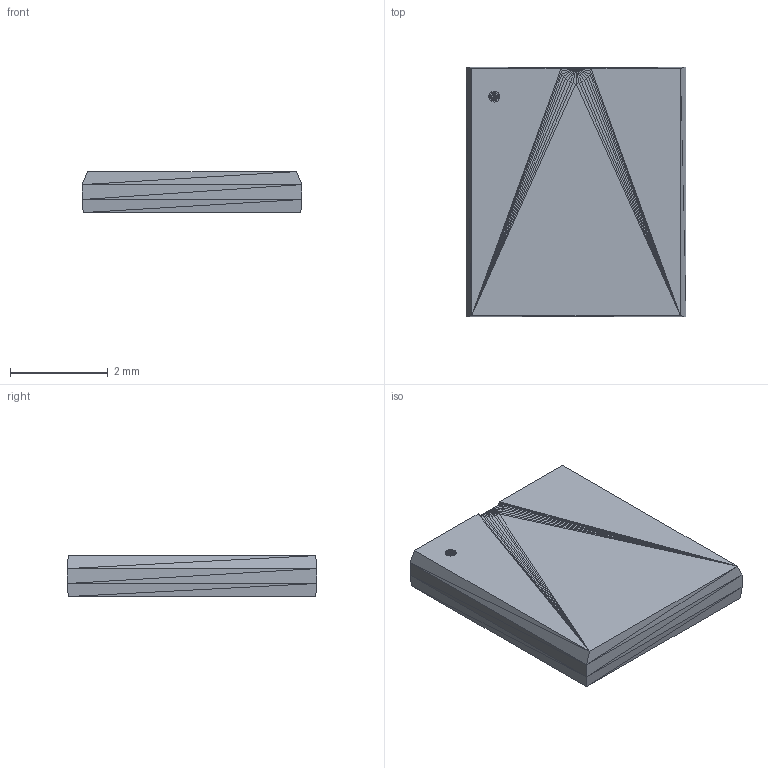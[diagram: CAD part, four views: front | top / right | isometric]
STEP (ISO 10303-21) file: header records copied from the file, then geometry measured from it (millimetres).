
FILE_DESCRIPTION(('STEP AP214'),'1');
FILE_NAME('TSSOP14_MC-M','2019-04-02T13:31:33',(''),(''),'','','');
FILE_SCHEMA(('AUTOMOTIVE_DESIGN'));
Length unit declared in the file: millimetre
Products named in the file (1): product
Bounding box: 4.5 x 5.11 x 0.84 mm (x, y, z)
Surface area: 60.5 mm2 (no closed solid volume)
Topology: 0 solids, 229 shells, 229 faces, 687 edges, 687 vertices
Faces by surface type: plane 229
Entity records: 8303 total; most frequent: CARTESIAN_POINT 1604, VERTEX_POINT 1374, DIRECTION 1147, ORIENTED_EDGE 687, EDGE_CURVE 687, LINE 687, VECTOR 687, AXIS2_PLACEMENT_3D 230
